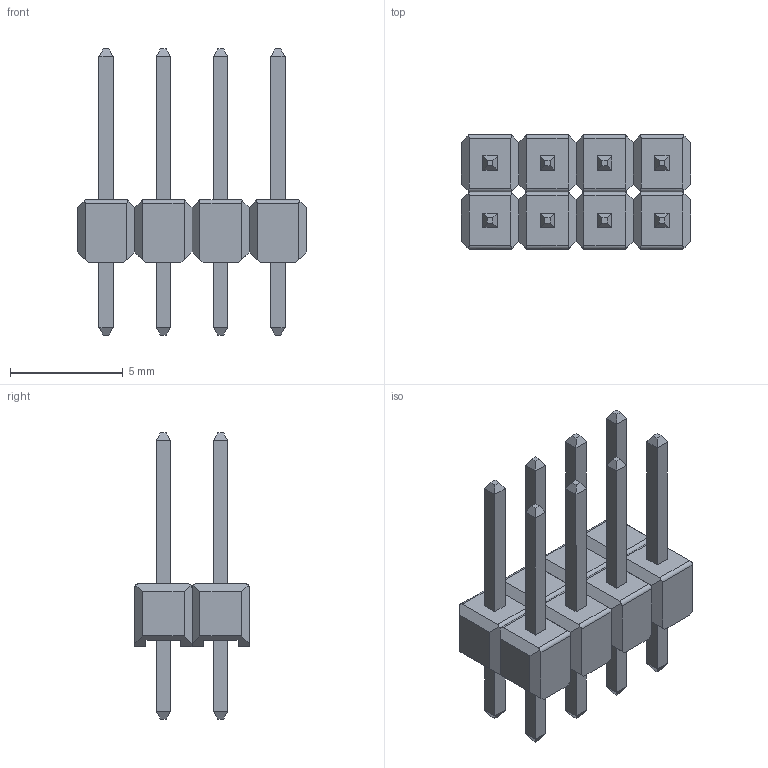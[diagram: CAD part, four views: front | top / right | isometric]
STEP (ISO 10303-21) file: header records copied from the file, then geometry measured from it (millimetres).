
FILE_DESCRIPTION(/* description */ ('STEP AP214'),/* implementation_level */ '2;1');
FILE_NAME(/* name */ '604261dc1dde311588cf2a9b',/* time_stamp */ '2021-03-05T16:52:45+00:00',/* author */ (''),/* organization */ (''),/* preprocessor_version */ 'ST-DEVELOPER v18.1',/* originating_system */ ' ',/* authorisation */ ' ');
FILE_SCHEMA (('AUTOMOTIVE_DESIGN {1 0 10303 214 3 1 1}'));
Length unit declared in the file: metre
Products named in the file (16): Document
Bounding box: 10.16 x 5.08 x 12.7 mm (x, y, z)
Volume: 39.3 mm3; surface area: 546.7 mm2
Topology: 8 solids, 16 shells, 292 faces, 752 edges, 480 vertices
Faces by surface type: plane 276, cylinder 16
Entity records: 9242 total; most frequent: CARTESIAN_POINT 1892, ORIENTED_EDGE 1456, DIRECTION 1304, EDGE_CURVE 752, LINE 688, VECTOR 688, VERTEX_POINT 480, EDGE_LOOP 308
